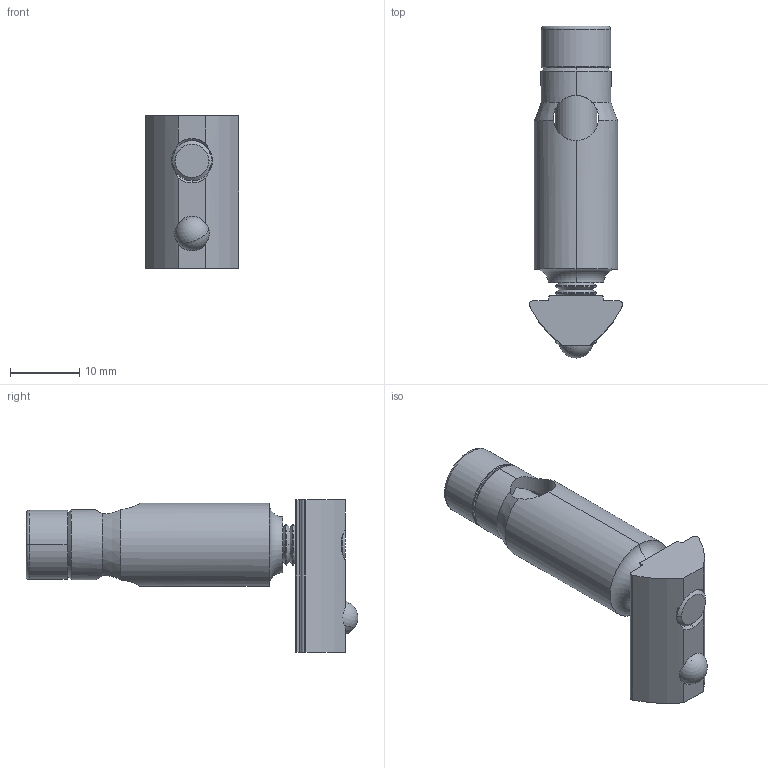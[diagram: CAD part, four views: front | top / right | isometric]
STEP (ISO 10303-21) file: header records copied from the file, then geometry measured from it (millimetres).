
FILE_DESCRIPTION (( 'STEP AP214' ), '1' );
FILE_NAME ('7128081', '2019-01-30T08:45:35', ( '' ), ('JUGARD+KÜNSTNER GmbH'), 'SwSTEP 2.0', 'SolidWorks 2017', '' );
FILE_SCHEMA (( 'AUTOMOTIVE_DESIGN' ));
Length unit declared in the file: millimetre
Products named in the file (1): 7128081
Bounding box: 13.5 x 47.8 x 22 mm (x, y, z)
Volume: 4837.1 mm3; surface area: 4165.6 mm2
Topology: 4 solids, 4 shells, 188 faces, 437 edges, 255 vertices
Faces by surface type: cone 75, plane 48, torus 36, cylinder 27, sphere 2
Entity records: 5609 total; most frequent: CARTESIAN_POINT 1207, DIRECTION 991, ORIENTED_EDGE 864, EDGE_CURVE 432, AXIS2_PLACEMENT_3D 401, VERTEX_POINT 252, CIRCLE 212, EDGE_LOOP 196
